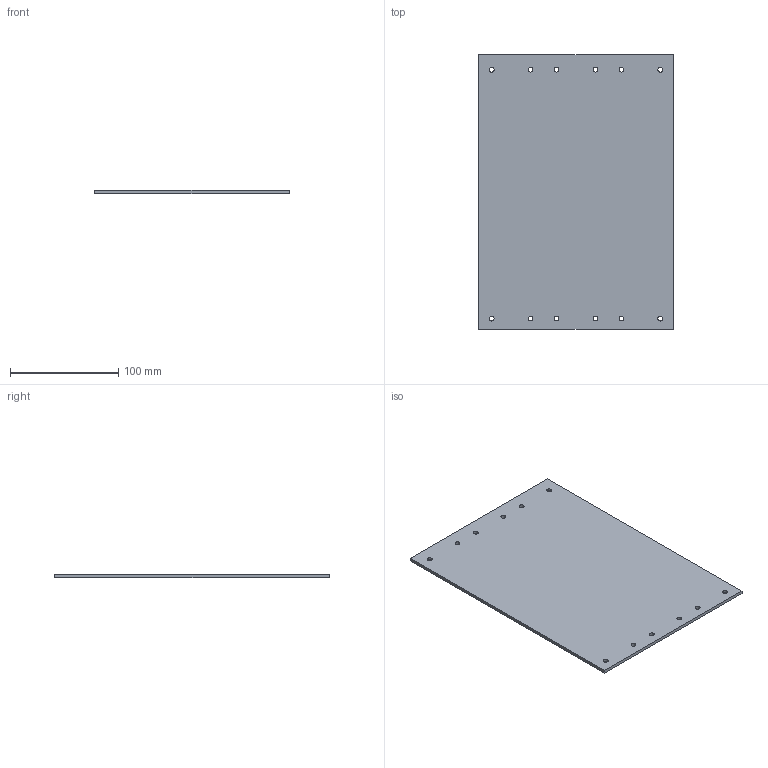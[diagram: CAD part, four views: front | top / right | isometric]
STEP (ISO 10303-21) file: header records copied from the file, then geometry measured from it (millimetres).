
FILE_DESCRIPTION(('FreeCAD Model'),'2;1');
FILE_NAME('Open CASCADE Shape Model','2026-01-25T12:23:41',(''),(''), 'Open CASCADE STEP processor 7.8','FreeCAD','Unknown');
FILE_SCHEMA(('AUTOMOTIVE_DESIGN { 1 0 10303 214 1 1 1 1 }'));
Length unit declared in the file: millimetre
Products named in the file (1): Back
Bounding box: 180 x 254 x 3 mm (x, y, z)
Volume: 136584 mm3; surface area: 94151.7 mm2
Topology: 1 solids, 1 shells, 22 faces, 56 edges, 36 vertices
Faces by surface type: cylinder 12, plane 6, cone 4
Full cylindrical faces by diameter (mm): 4.4 x8, 4.5 x4
Entity records: 1534 total; most frequent: CARTESIAN_POINT 347, DIRECTION 222, LINE 116, VECTOR 116, ORIENTED_EDGE 112, PCURVE 112, DEFINITIONAL_REPRESENTATION 112, EDGE_CURVE 56
